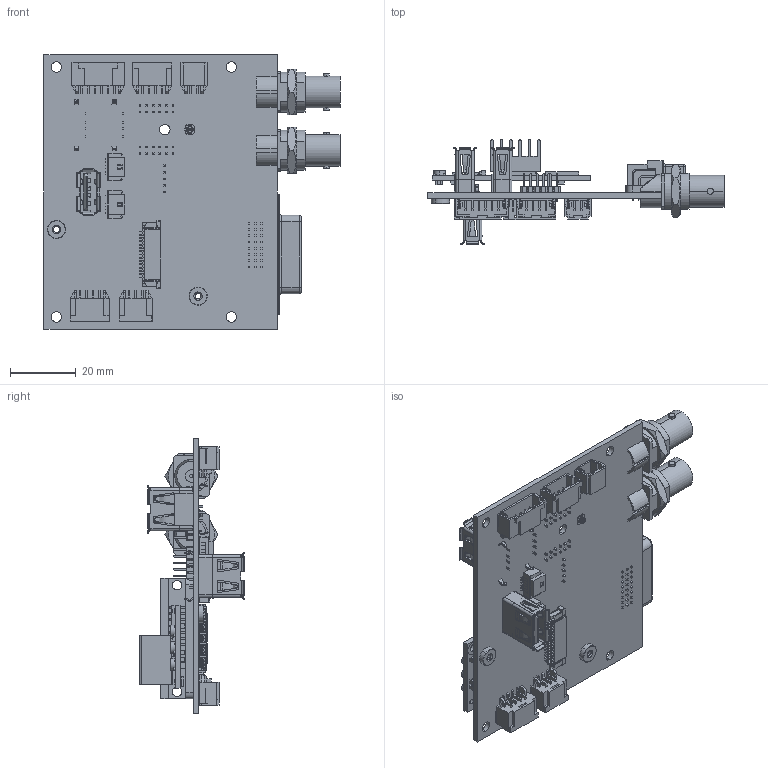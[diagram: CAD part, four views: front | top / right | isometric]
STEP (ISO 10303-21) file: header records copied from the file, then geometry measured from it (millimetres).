
FILE_DESCRIPTION (( 'STEP AP214' ), '1' );
FILE_NAME ('4023_Vert-USB.STEP', '2019-05-21T17:21:07', ( '' ), ( '' ), 'SwSTEP 2.0', 'SolidWorks 2012', '' );
FILE_SCHEMA (( 'AUTOMOTIVE_DESIGN' ));
Length unit declared in the file: inch
Products named in the file (1): 4023_Vert-USB
Bounding box: 90.25 x 31.87 x 83.82 mm (x, y, z)
Surface area: 33153.9 mm2 (no closed solid volume)
Topology: 0 solids, 170 shells, 3052 faces, 10430 edges, 7396 vertices
Faces by surface type: plane 2503, cylinder 350, bspline 124, cone 46, torus 27, sphere 2
Entity records: 158825 total; most frequent: CARTESIAN_POINT 31932, ORIENTED_EDGE 16752, DIRECTION 16627, EDGE_CURVE 10428, VECTOR 8977, LINE 8977, VERTEX_POINT 7396, AXIS2_PLACEMENT_3D 3825
